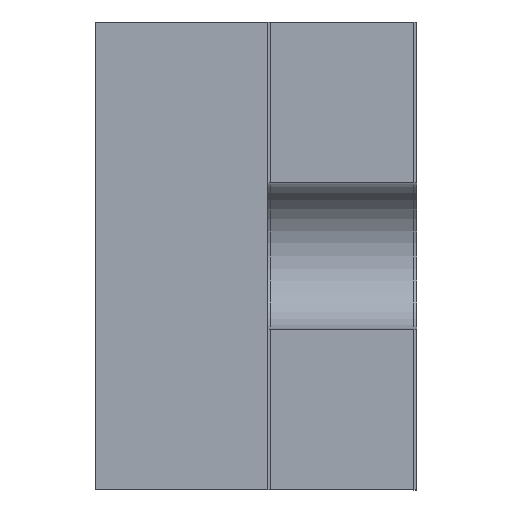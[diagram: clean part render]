
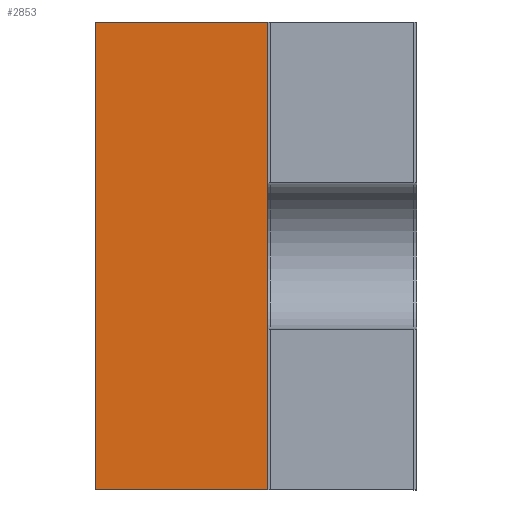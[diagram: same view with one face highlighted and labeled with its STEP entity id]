
A CAD part, left-side view. The second image highlights one B-rep face of the part: STEP entity #2853.
In plain terms, the highlighted planar face has unit normal (-1, 0, 0).
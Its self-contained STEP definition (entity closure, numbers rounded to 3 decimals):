
#106 = VERTEX_POINT ( 'NONE', #895 ) ;
#107 = DIRECTION ( 'NONE',  ( 0., 0., -1. ) ) ;
#122 = CARTESIAN_POINT ( 'NONE',  ( -1., 1.1, 0.8 ) ) ;
#318 = ORIENTED_EDGE ( 'NONE', *, *, #2813, .T. ) ;
#347 = DIRECTION ( 'NONE',  ( 0., 0., 1. ) ) ;
#439 = DIRECTION ( 'NONE',  ( 0., -1., 0. ) ) ;
#516 = DIRECTION ( 'NONE',  ( 0., 0., 1. ) ) ;
#529 = CARTESIAN_POINT ( 'NONE',  ( -1., 0.5, -0.8 ) ) ;
#538 = LINE ( 'NONE', #558, #2840 ) ;
#558 = CARTESIAN_POINT ( 'NONE',  ( -1., 1.1, -0.8 ) ) ;
#682 = LINE ( 'NONE', #122, #1237 ) ;
#791 = DIRECTION ( 'NONE',  ( 0., -1., 0. ) ) ;
#825 = LINE ( 'NONE', #1645, #2533 ) ;
#873 = LINE ( 'NONE', #1572, #1474 ) ;
#895 = CARTESIAN_POINT ( 'NONE',  ( -1., 1.1, 0.8 ) ) ;
#911 = EDGE_CURVE ( 'NONE', #2275, #2837, #538, .T. ) ;
#1119 = ORIENTED_EDGE ( 'NONE', *, *, #1866, .F. ) ;
#1129 = EDGE_CURVE ( 'NONE', #106, #1430, #873, .T. ) ;
#1237 = VECTOR ( 'NONE', #347, 1000. ) ;
#1324 = ORIENTED_EDGE ( 'NONE', *, *, #1129, .F. ) ;
#1343 = ORIENTED_EDGE ( 'NONE', *, *, #911, .T. ) ;
#1430 = VERTEX_POINT ( 'NONE', #1872 ) ;
#1456 = PLANE ( 'NONE',  #2332 ) ;
#1470 = DIRECTION ( 'NONE',  ( 1., 0., 0. ) ) ;
#1474 = VECTOR ( 'NONE', #439, 1000. ) ;
#1572 = CARTESIAN_POINT ( 'NONE',  ( -1., 1.1, 0.8 ) ) ;
#1645 = CARTESIAN_POINT ( 'NONE',  ( -1., 0.5, 0.8 ) ) ;
#1685 = CARTESIAN_POINT ( 'NONE',  ( -1., 1.1, -0.8 ) ) ;
#1866 = EDGE_CURVE ( 'NONE', #2275, #106, #682, .T. ) ;
#1872 = CARTESIAN_POINT ( 'NONE',  ( -1., 0.5, 0.8 ) ) ;
#1900 = EDGE_LOOP ( 'NONE', ( #318, #1324, #1119, #1343 ) ) ;
#2121 = FACE_OUTER_BOUND ( 'NONE', #1900, .T. ) ;
#2275 = VERTEX_POINT ( 'NONE', #1685 ) ;
#2332 = AXIS2_PLACEMENT_3D ( 'NONE', #2787, #1470, #107 ) ;
#2533 = VECTOR ( 'NONE', #516, 1000. ) ;
#2787 = CARTESIAN_POINT ( 'NONE',  ( -1., 1.1, 0.8 ) ) ;
#2813 = EDGE_CURVE ( 'NONE', #2837, #1430, #825, .T. ) ;
#2837 = VERTEX_POINT ( 'NONE', #529 ) ;
#2840 = VECTOR ( 'NONE', #791, 1000. ) ;
#2853 = ADVANCED_FACE ( 'NONE', ( #2121 ), #1456, .F. ) ;
